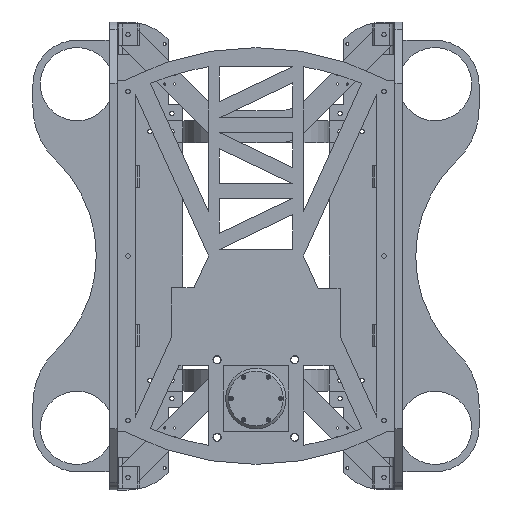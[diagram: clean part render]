
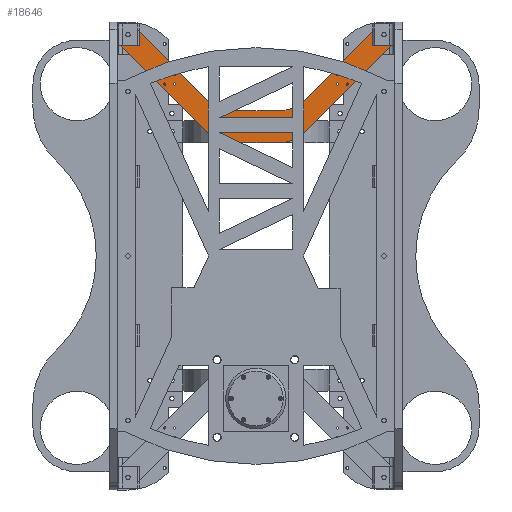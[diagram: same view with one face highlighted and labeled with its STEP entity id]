
A CAD part, front view. The second image highlights one B-rep face of the part: STEP entity #18646.
In plain terms, the highlighted planar face has unit normal (0, -1, 0).
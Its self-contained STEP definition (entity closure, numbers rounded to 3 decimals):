
#1188=FACE_BOUND('',#3435,.T.);
#1189=FACE_BOUND('',#3436,.T.);
#1190=FACE_BOUND('',#3437,.T.);
#1191=FACE_BOUND('',#3438,.T.);
#1192=FACE_BOUND('',#3439,.T.);
#1193=FACE_BOUND('',#3440,.T.);
#1194=FACE_BOUND('',#3441,.T.);
#1195=FACE_BOUND('',#3442,.T.);
#1196=FACE_BOUND('',#3443,.T.);
#1197=FACE_BOUND('',#3444,.T.);
#1502=PLANE('',#19896);
#2238=FACE_OUTER_BOUND('',#3434,.T.);
#3434=EDGE_LOOP('',(#15046,#15047,#15048,#15049,#15050,#15051,#15052,#15053,
#15054,#15055,#15056,#15057,#15058,#15059));
#3435=EDGE_LOOP('',(#15060));
#3436=EDGE_LOOP('',(#15061));
#3437=EDGE_LOOP('',(#15062));
#3438=EDGE_LOOP('',(#15063));
#3439=EDGE_LOOP('',(#15064));
#3440=EDGE_LOOP('',(#15065));
#3441=EDGE_LOOP('',(#15066));
#3442=EDGE_LOOP('',(#15067));
#3443=EDGE_LOOP('',(#15068));
#3444=EDGE_LOOP('',(#15069));
#4900=LINE('',#30134,#6523);
#4911=LINE('',#30185,#6534);
#4913=LINE('',#30189,#6536);
#4914=LINE('',#30191,#6537);
#4915=LINE('',#30193,#6538);
#4916=LINE('',#30195,#6539);
#4917=LINE('',#30199,#6540);
#4918=LINE('',#30203,#6541);
#4919=LINE('',#30205,#6542);
#4920=LINE('',#30206,#6543);
#6523=VECTOR('',#22771,10.);
#6534=VECTOR('',#22816,10.);
#6536=VECTOR('',#22820,10.);
#6537=VECTOR('',#22821,10.);
#6538=VECTOR('',#22822,10.);
#6539=VECTOR('',#22823,10.);
#6540=VECTOR('',#22826,10.);
#6541=VECTOR('',#22829,10.);
#6542=VECTOR('',#22830,10.);
#6543=VECTOR('',#22831,10.);
#7539=CIRCLE('',#19876,50.);
#7554=CIRCLE('',#19894,50.);
#7555=CIRCLE('',#19897,50.);
#7556=CIRCLE('',#19898,50.);
#7557=CIRCLE('',#19899,3.);
#7558=CIRCLE('',#19900,3.);
#7559=CIRCLE('',#19901,1.5);
#7560=CIRCLE('',#19902,1.5);
#7561=CIRCLE('',#19903,1.5);
#7562=CIRCLE('',#19904,1.5);
#7563=CIRCLE('',#19905,1.5);
#7564=CIRCLE('',#19906,1.5);
#7565=CIRCLE('',#19907,1.5);
#7566=CIRCLE('',#19908,1.5);
#8808=VERTEX_POINT('',#30121);
#8809=VERTEX_POINT('',#30122);
#8813=VERTEX_POINT('',#30132);
#8835=VERTEX_POINT('',#30180);
#8836=VERTEX_POINT('',#30184);
#8837=VERTEX_POINT('',#30188);
#8838=VERTEX_POINT('',#30190);
#8839=VERTEX_POINT('',#30192);
#8840=VERTEX_POINT('',#30194);
#8841=VERTEX_POINT('',#30196);
#8842=VERTEX_POINT('',#30198);
#8843=VERTEX_POINT('',#30200);
#8844=VERTEX_POINT('',#30202);
#8845=VERTEX_POINT('',#30204);
#8846=VERTEX_POINT('',#30207);
#8847=VERTEX_POINT('',#30209);
#8848=VERTEX_POINT('',#30211);
#8849=VERTEX_POINT('',#30213);
#8850=VERTEX_POINT('',#30215);
#8851=VERTEX_POINT('',#30217);
#8852=VERTEX_POINT('',#30219);
#8853=VERTEX_POINT('',#30221);
#8854=VERTEX_POINT('',#30223);
#8855=VERTEX_POINT('',#30225);
#11012=EDGE_CURVE('',#8808,#8809,#7539,.T.);
#11018=EDGE_CURVE('',#8808,#8813,#4900,.T.);
#11042=EDGE_CURVE('',#8835,#8813,#7554,.T.);
#11043=EDGE_CURVE('',#8836,#8809,#4911,.T.);
#11045=EDGE_CURVE('',#8835,#8837,#4913,.T.);
#11046=EDGE_CURVE('',#8838,#8837,#4914,.T.);
#11047=EDGE_CURVE('',#8839,#8838,#4915,.T.);
#11048=EDGE_CURVE('',#8839,#8840,#4916,.T.);
#11049=EDGE_CURVE('',#8841,#8840,#7555,.T.);
#11050=EDGE_CURVE('',#8841,#8842,#4917,.T.);
#11051=EDGE_CURVE('',#8843,#8842,#7556,.T.);
#11052=EDGE_CURVE('',#8843,#8844,#4918,.T.);
#11053=EDGE_CURVE('',#8845,#8844,#4919,.T.);
#11054=EDGE_CURVE('',#8836,#8845,#4920,.T.);
#11055=EDGE_CURVE('',#8846,#8846,#7557,.T.);
#11056=EDGE_CURVE('',#8847,#8847,#7558,.T.);
#11057=EDGE_CURVE('',#8848,#8848,#7559,.T.);
#11058=EDGE_CURVE('',#8849,#8849,#7560,.T.);
#11059=EDGE_CURVE('',#8850,#8850,#7561,.T.);
#11060=EDGE_CURVE('',#8851,#8851,#7562,.T.);
#11061=EDGE_CURVE('',#8852,#8852,#7563,.T.);
#11062=EDGE_CURVE('',#8853,#8853,#7564,.T.);
#11063=EDGE_CURVE('',#8854,#8854,#7565,.T.);
#11064=EDGE_CURVE('',#8855,#8855,#7566,.T.);
#15046=ORIENTED_EDGE('',*,*,#11012,.F.);
#15047=ORIENTED_EDGE('',*,*,#11018,.T.);
#15048=ORIENTED_EDGE('',*,*,#11042,.F.);
#15049=ORIENTED_EDGE('',*,*,#11045,.T.);
#15050=ORIENTED_EDGE('',*,*,#11046,.F.);
#15051=ORIENTED_EDGE('',*,*,#11047,.F.);
#15052=ORIENTED_EDGE('',*,*,#11048,.T.);
#15053=ORIENTED_EDGE('',*,*,#11049,.F.);
#15054=ORIENTED_EDGE('',*,*,#11050,.T.);
#15055=ORIENTED_EDGE('',*,*,#11051,.F.);
#15056=ORIENTED_EDGE('',*,*,#11052,.T.);
#15057=ORIENTED_EDGE('',*,*,#11053,.F.);
#15058=ORIENTED_EDGE('',*,*,#11054,.F.);
#15059=ORIENTED_EDGE('',*,*,#11043,.T.);
#15060=ORIENTED_EDGE('',*,*,#11055,.T.);
#15061=ORIENTED_EDGE('',*,*,#11056,.T.);
#15062=ORIENTED_EDGE('',*,*,#11057,.T.);
#15063=ORIENTED_EDGE('',*,*,#11058,.T.);
#15064=ORIENTED_EDGE('',*,*,#11059,.T.);
#15065=ORIENTED_EDGE('',*,*,#11060,.T.);
#15066=ORIENTED_EDGE('',*,*,#11061,.T.);
#15067=ORIENTED_EDGE('',*,*,#11062,.T.);
#15068=ORIENTED_EDGE('',*,*,#11063,.T.);
#15069=ORIENTED_EDGE('',*,*,#11064,.T.);
#18646=ADVANCED_FACE('',(#2238,#1188,#1189,#1190,#1191,#1192,#1193,#1194,
#1195,#1196,#1197),#1502,.F.);
#19876=AXIS2_PLACEMENT_3D('',#30123,#22761,#22762);
#19894=AXIS2_PLACEMENT_3D('',#30182,#22812,#22813);
#19896=AXIS2_PLACEMENT_3D('',#30187,#22818,#22819);
#19897=AXIS2_PLACEMENT_3D('',#30197,#22824,#22825);
#19898=AXIS2_PLACEMENT_3D('',#30201,#22827,#22828);
#19899=AXIS2_PLACEMENT_3D('',#30208,#22832,#22833);
#19900=AXIS2_PLACEMENT_3D('',#30210,#22834,#22835);
#19901=AXIS2_PLACEMENT_3D('',#30212,#22836,#22837);
#19902=AXIS2_PLACEMENT_3D('',#30214,#22838,#22839);
#19903=AXIS2_PLACEMENT_3D('',#30216,#22840,#22841);
#19904=AXIS2_PLACEMENT_3D('',#30218,#22842,#22843);
#19905=AXIS2_PLACEMENT_3D('',#30220,#22844,#22845);
#19906=AXIS2_PLACEMENT_3D('',#30222,#22846,#22847);
#19907=AXIS2_PLACEMENT_3D('',#30224,#22848,#22849);
#19908=AXIS2_PLACEMENT_3D('',#30226,#22850,#22851);
#22761=DIRECTION('center_axis',(0.,1.,0.));
#22762=DIRECTION('ref_axis',(0.924,0.,-0.383));
#22771=DIRECTION('',(0.,0.,1.));
#22812=DIRECTION('center_axis',(0.,1.,0.));
#22813=DIRECTION('ref_axis',(0.924,0.,0.383));
#22816=DIRECTION('',(0.707,0.,0.707));
#22818=DIRECTION('center_axis',(0.,1.,0.));
#22819=DIRECTION('ref_axis',(0.,0.,1.));
#22820=DIRECTION('',(-0.707,0.,0.707));
#22821=DIRECTION('',(1.,0.,0.));
#22822=DIRECTION('',(0.,0.,1.));
#22823=DIRECTION('',(0.707,0.,-0.707));
#22824=DIRECTION('center_axis',(0.,-1.,0.));
#22825=DIRECTION('ref_axis',(0.924,0.,0.383));
#22826=DIRECTION('',(0.,0.,-1.));
#22827=DIRECTION('center_axis',(0.,-1.,0.));
#22828=DIRECTION('ref_axis',(0.924,0.,-0.383));
#22829=DIRECTION('',(-0.707,0.,-0.707));
#22830=DIRECTION('',(0.,0.,1.));
#22831=DIRECTION('',(-1.,0.,0.));
#22832=DIRECTION('center_axis',(0.,1.,0.));
#22833=DIRECTION('ref_axis',(1.,0.,0.));
#22834=DIRECTION('center_axis',(0.,1.,0.));
#22835=DIRECTION('ref_axis',(1.,0.,0.));
#22836=DIRECTION('center_axis',(0.,1.,0.));
#22837=DIRECTION('ref_axis',(1.,0.,0.));
#22838=DIRECTION('center_axis',(0.,1.,0.));
#22839=DIRECTION('ref_axis',(1.,0.,0.));
#22840=DIRECTION('center_axis',(0.,1.,0.));
#22841=DIRECTION('ref_axis',(1.,0.,0.));
#22842=DIRECTION('center_axis',(0.,1.,0.));
#22843=DIRECTION('ref_axis',(1.,0.,0.));
#22844=DIRECTION('center_axis',(0.,1.,0.));
#22845=DIRECTION('ref_axis',(1.,0.,0.));
#22846=DIRECTION('center_axis',(0.,1.,0.));
#22847=DIRECTION('ref_axis',(1.,0.,0.));
#22848=DIRECTION('center_axis',(0.,1.,0.));
#22849=DIRECTION('ref_axis',(1.,0.,0.));
#22850=DIRECTION('center_axis',(0.,1.,0.));
#22851=DIRECTION('ref_axis',(1.,0.,0.));
#30121=CARTESIAN_POINT('',(-157.5,0.,-31.789));
#30122=CARTESIAN_POINT('',(-172.145,0.,-67.145));
#30123=CARTESIAN_POINT('Origin',(-207.5,0.,-31.789));
#30132=CARTESIAN_POINT('',(-157.5,0.,31.789));
#30134=CARTESIAN_POINT('',(-157.5,0.,37.835));
#30180=CARTESIAN_POINT('',(-172.145,0.,67.145));
#30182=CARTESIAN_POINT('Origin',(-207.5,0.,31.789));
#30184=CARTESIAN_POINT('',(-295.,0.,-190.));
#30185=CARTESIAN_POINT('',(-89.25,0.,15.75));
#30187=CARTESIAN_POINT('Origin',(0.,0.,0.));
#30188=CARTESIAN_POINT('',(-295.,0.,190.));
#30189=CARTESIAN_POINT('',(-89.25,0.,-15.75));
#30190=CARTESIAN_POINT('',(-320.,0.,190.));
#30191=CARTESIAN_POINT('',(-320.,0.,190.));
#30192=CARTESIAN_POINT('',(-320.,0.,170.));
#30193=CARTESIAN_POINT('',(-320.,0.,-190.));
#30194=CARTESIAN_POINT('',(-215.645,0.,65.645));
#30195=CARTESIAN_POINT('',(-138.,0.,-12.));
#30196=CARTESIAN_POINT('',(-201.,0.,30.289));
#30197=CARTESIAN_POINT('Origin',(-251.,0.,30.289));
#30198=CARTESIAN_POINT('',(-201.,0.,-30.289));
#30199=CARTESIAN_POINT('',(-201.,0.,-25.5));
#30200=CARTESIAN_POINT('',(-215.645,0.,-65.645));
#30201=CARTESIAN_POINT('Origin',(-251.,0.,-30.289));
#30202=CARTESIAN_POINT('',(-320.,0.,-170.));
#30203=CARTESIAN_POINT('',(-197.5,0.,-47.5));
#30204=CARTESIAN_POINT('',(-320.,0.,-190.));
#30205=CARTESIAN_POINT('',(-320.,0.,-190.));
#30206=CARTESIAN_POINT('',(320.,0.,-190.));
#30207=CARTESIAN_POINT('',(-308.,0.,175.));
#30208=CARTESIAN_POINT('Origin',(-305.,0.,175.));
#30209=CARTESIAN_POINT('',(-308.,0.,-175.));
#30210=CARTESIAN_POINT('Origin',(-305.,0.,-175.));
#30211=CARTESIAN_POINT('',(-239.152,0.,124.854));
#30212=CARTESIAN_POINT('Origin',(-237.652,0.,124.854));
#30213=CARTESIAN_POINT('',(-252.587,0.,124.854));
#30214=CARTESIAN_POINT('Origin',(-251.087,0.,124.854));
#30215=CARTESIAN_POINT('',(-239.152,0.,111.419));
#30216=CARTESIAN_POINT('Origin',(-237.652,0.,111.419));
#30217=CARTESIAN_POINT('',(-252.587,0.,111.419));
#30218=CARTESIAN_POINT('Origin',(-251.087,0.,111.419));
#30219=CARTESIAN_POINT('',(-239.152,0.,-124.854));
#30220=CARTESIAN_POINT('Origin',(-237.652,0.,-124.854));
#30221=CARTESIAN_POINT('',(-252.587,0.,-111.419));
#30222=CARTESIAN_POINT('Origin',(-251.087,0.,-111.419));
#30223=CARTESIAN_POINT('',(-239.152,0.,-111.419));
#30224=CARTESIAN_POINT('Origin',(-237.652,0.,-111.419));
#30225=CARTESIAN_POINT('',(-252.587,0.,-124.854));
#30226=CARTESIAN_POINT('Origin',(-251.087,0.,-124.854));
